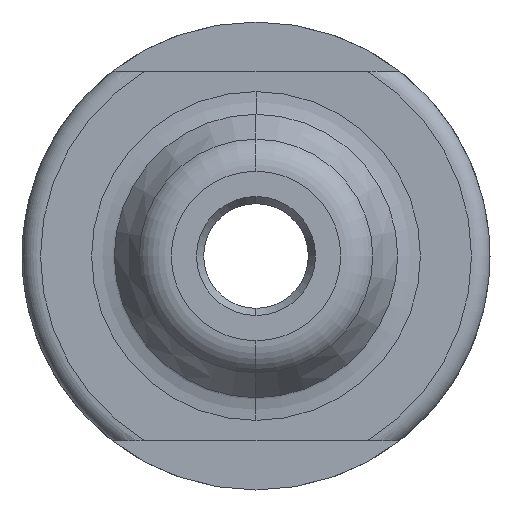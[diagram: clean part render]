
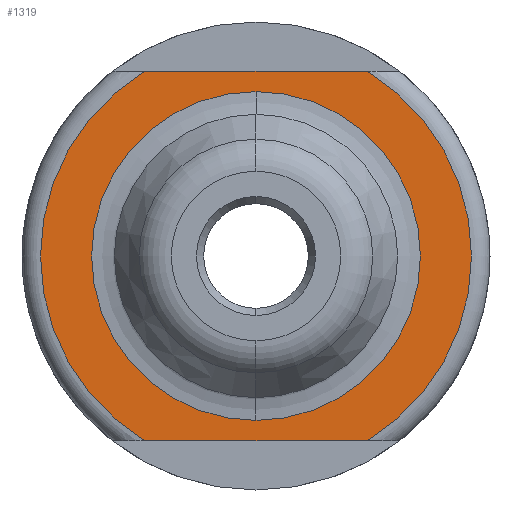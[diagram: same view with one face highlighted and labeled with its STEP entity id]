
A CAD part, left-side view. The second image highlights one B-rep face of the part: STEP entity #1319.
In plain terms, the highlighted planar face has unit normal (-1, 0, 0).
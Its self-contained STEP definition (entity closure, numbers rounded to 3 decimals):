
#53 = VERTEX_POINT ( 'NONE', #2776 ) ;
#79 = VERTEX_POINT ( 'NONE', #3454 ) ;
#87 = AXIS2_PLACEMENT_3D ( 'NONE', #427, #3110, #2409 ) ;
#240 = VERTEX_POINT ( 'NONE', #2778 ) ;
#269 = CARTESIAN_POINT ( 'NONE',  ( 0., -9.014, -15. ) ) ;
#294 = DIRECTION ( 'NONE',  ( -1., 0., 0. ) ) ;
#312 = DIRECTION ( 'NONE',  ( 0., 1., 0. ) ) ;
#388 = ORIENTED_EDGE ( 'NONE', *, *, #487, .T. ) ;
#427 = CARTESIAN_POINT ( 'NONE',  ( 0., 0., 0. ) ) ;
#487 = EDGE_CURVE ( 'NONE', #79, #53, #1616, .T. ) ;
#492 = FACE_BOUND ( 'NONE', #2848, .T. ) ;
#496 = AXIS2_PLACEMENT_3D ( 'NONE', #983, #1977, #3333 ) ;
#570 = CARTESIAN_POINT ( 'NONE',  ( 0., 11.662, -15. ) ) ;
#719 = AXIS2_PLACEMENT_3D ( 'NONE', #3680, #294, #4351 ) ;
#743 = DIRECTION ( 'NONE',  ( 0., 0., -1. ) ) ;
#878 = DIRECTION ( 'NONE',  ( 1., 0., 0. ) ) ;
#925 = CIRCLE ( 'NONE', #719, 13.35 ) ;
#955 = ORIENTED_EDGE ( 'NONE', *, *, #2015, .T. ) ;
#979 = LINE ( 'NONE', #570, #1629 ) ;
#983 = CARTESIAN_POINT ( 'NONE',  ( 0., 0., 0. ) ) ;
#1066 = CIRCLE ( 'NONE', #3543, 17.5 ) ;
#1269 = AXIS2_PLACEMENT_3D ( 'NONE', #4213, #878, #1499 ) ;
#1319 = ADVANCED_FACE ( 'NONE', ( #492, #4259 ), #3170, .F. ) ;
#1499 = DIRECTION ( 'NONE',  ( 0., 0., -1. ) ) ;
#1555 = CARTESIAN_POINT ( 'NONE',  ( 0., -11.662, 15. ) ) ;
#1616 = CIRCLE ( 'NONE', #496, 17.5 ) ;
#1629 = VECTOR ( 'NONE', #4004, 1000. ) ;
#1850 = EDGE_CURVE ( 'NONE', #240, #79, #2629, .T. ) ;
#1861 = VERTEX_POINT ( 'NONE', #2967 ) ;
#1902 = EDGE_CURVE ( 'NONE', #53, #3716, #979, .T. ) ;
#1977 = DIRECTION ( 'NONE',  ( -1., 0., 0. ) ) ;
#2015 = EDGE_CURVE ( 'NONE', #3716, #240, #1066, .T. ) ;
#2017 = DIRECTION ( 'NONE',  ( -1., 0., 0. ) ) ;
#2409 = DIRECTION ( 'NONE',  ( 0., 0., 1. ) ) ;
#2444 = EDGE_CURVE ( 'NONE', #1861, #4333, #925, .T. ) ;
#2550 = EDGE_CURVE ( 'NONE', #4333, #1861, #4050, .T. ) ;
#2605 = EDGE_LOOP ( 'NONE', ( #4128, #388, #4161, #955 ) ) ;
#2629 = LINE ( 'NONE', #1555, #2883 ) ;
#2776 = CARTESIAN_POINT ( 'NONE',  ( 0., 9.014, -15. ) ) ;
#2778 = CARTESIAN_POINT ( 'NONE',  ( 0., -9.014, 15. ) ) ;
#2848 = EDGE_LOOP ( 'NONE', ( #3646, #4108 ) ) ;
#2883 = VECTOR ( 'NONE', #312, 1000. ) ;
#2967 = CARTESIAN_POINT ( 'NONE',  ( 0., 0., 13.35 ) ) ;
#3110 = DIRECTION ( 'NONE',  ( -1., 0., 0. ) ) ;
#3170 = PLANE ( 'NONE',  #1269 ) ;
#3333 = DIRECTION ( 'NONE',  ( 0., 0., -1. ) ) ;
#3417 = CARTESIAN_POINT ( 'NONE',  ( 0., 0., 0. ) ) ;
#3454 = CARTESIAN_POINT ( 'NONE',  ( 0., 9.014, 15. ) ) ;
#3543 = AXIS2_PLACEMENT_3D ( 'NONE', #3417, #2017, #743 ) ;
#3646 = ORIENTED_EDGE ( 'NONE', *, *, #2444, .F. ) ;
#3680 = CARTESIAN_POINT ( 'NONE',  ( 0., 0., 0. ) ) ;
#3716 = VERTEX_POINT ( 'NONE', #269 ) ;
#4004 = DIRECTION ( 'NONE',  ( 0., -1., 0. ) ) ;
#4040 = CARTESIAN_POINT ( 'NONE',  ( 0., 0., -13.35 ) ) ;
#4050 = CIRCLE ( 'NONE', #87, 13.35 ) ;
#4108 = ORIENTED_EDGE ( 'NONE', *, *, #2550, .F. ) ;
#4128 = ORIENTED_EDGE ( 'NONE', *, *, #1850, .T. ) ;
#4161 = ORIENTED_EDGE ( 'NONE', *, *, #1902, .T. ) ;
#4213 = CARTESIAN_POINT ( 'NONE',  ( 0., 13.5, 0. ) ) ;
#4259 = FACE_OUTER_BOUND ( 'NONE', #2605, .T. ) ;
#4333 = VERTEX_POINT ( 'NONE', #4040 ) ;
#4351 = DIRECTION ( 'NONE',  ( 0., 0., 1. ) ) ;
